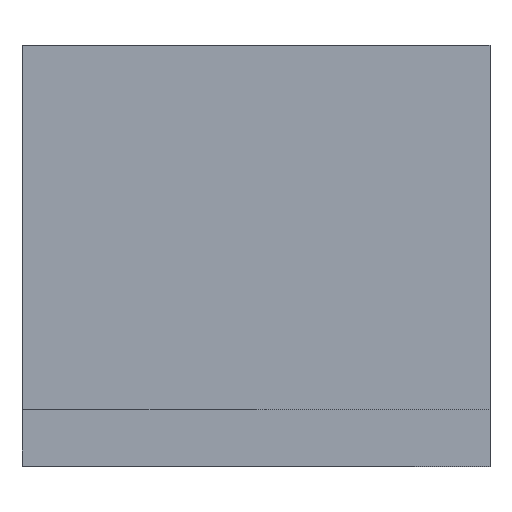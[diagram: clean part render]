
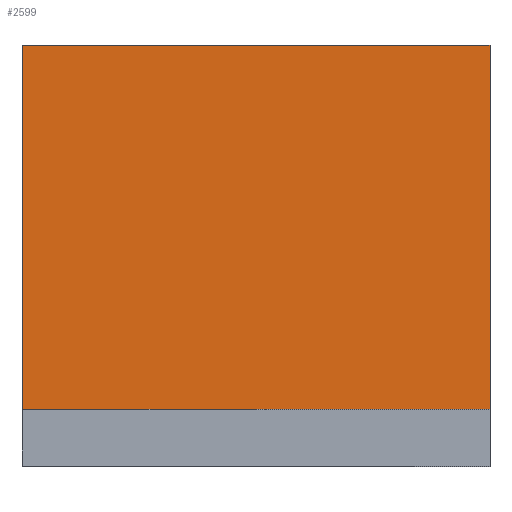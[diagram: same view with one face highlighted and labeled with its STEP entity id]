
A CAD part, top view. The second image highlights one B-rep face of the part: STEP entity #2599.
In plain terms, the highlighted planar face has unit normal (0, 0, 1).
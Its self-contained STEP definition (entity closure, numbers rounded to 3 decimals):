
#165=FACE_OUTER_BOUND('',#313,.T.);
#313=EDGE_LOOP('',(#1886,#1887,#1888,#1889));
#498=LINE('',#3831,#834);
#528=LINE('',#3897,#864);
#529=LINE('',#3900,#865);
#530=LINE('',#3901,#866);
#834=VECTOR('',#3113,10.);
#864=VECTOR('',#3171,10.);
#865=VECTOR('',#3174,10.);
#866=VECTOR('',#3175,10.);
#1156=VERTEX_POINT('',#3827);
#1158=VERTEX_POINT('',#3830);
#1180=VERTEX_POINT('',#3895);
#1181=VERTEX_POINT('',#3899);
#1414=EDGE_CURVE('',#1156,#1158,#498,.T.);
#1448=EDGE_CURVE('',#1180,#1158,#528,.T.);
#1449=EDGE_CURVE('',#1180,#1181,#529,.T.);
#1450=EDGE_CURVE('',#1181,#1156,#530,.T.);
#1886=ORIENTED_EDGE('',*,*,#1449,.F.);
#1887=ORIENTED_EDGE('',*,*,#1448,.T.);
#1888=ORIENTED_EDGE('',*,*,#1414,.F.);
#1889=ORIENTED_EDGE('',*,*,#1450,.F.);
#2457=PLANE('',#2842);
#2599=ADVANCED_FACE('',(#165),#2457,.T.);
#2842=AXIS2_PLACEMENT_3D('',#3898,#3172,#3173);
#3113=DIRECTION('',(1.,0.,0.));
#3171=DIRECTION('',(0.,1.,0.));
#3172=DIRECTION('center_axis',(0.,0.,1.));
#3173=DIRECTION('ref_axis',(1.,0.,0.));
#3174=DIRECTION('',(-1.,0.,0.));
#3175=DIRECTION('',(0.,1.,0.));
#3827=CARTESIAN_POINT('',(-7.,12.6,12.8));
#3830=CARTESIAN_POINT('',(7.,12.6,12.8));
#3831=CARTESIAN_POINT('',(7.,12.6,12.8));
#3895=CARTESIAN_POINT('',(7.,1.7,12.8));
#3897=CARTESIAN_POINT('',(7.,1.7,12.8));
#3898=CARTESIAN_POINT('Origin',(-7.,1.7,12.8));
#3899=CARTESIAN_POINT('',(-7.,1.7,12.8));
#3900=CARTESIAN_POINT('',(7.,1.7,12.8));
#3901=CARTESIAN_POINT('',(-7.,1.7,12.8));
